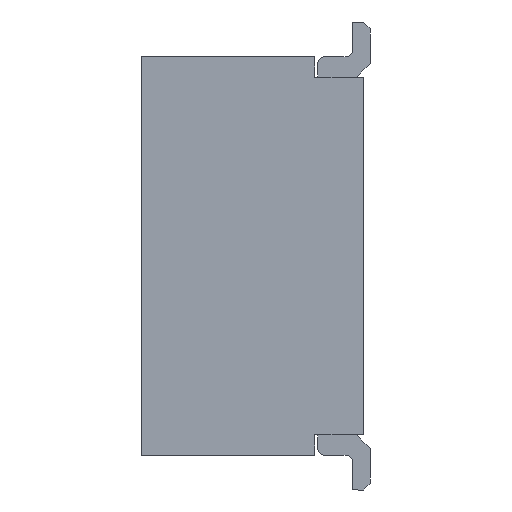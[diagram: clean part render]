
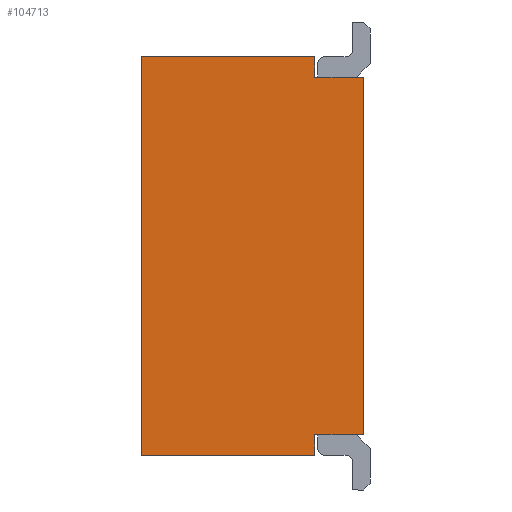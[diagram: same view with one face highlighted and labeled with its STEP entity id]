
A CAD part, left-side view. The second image highlights one B-rep face of the part: STEP entity #104713.
In plain terms, the highlighted planar face has unit normal (-1, 0, 0).
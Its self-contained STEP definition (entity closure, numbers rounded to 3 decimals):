
#1824 = VERTEX_POINT ( 'NONE', #212288 ) ;
#3855 = ORIENTED_EDGE ( 'NONE', *, *, #172515, .F. ) ;
#6848 = EDGE_CURVE ( 'NONE', #69560, #52990, #176981, .T. ) ;
#13487 = VECTOR ( 'NONE', #15565, 1000. ) ;
#13571 = DIRECTION ( 'NONE',  ( 1., 0., 0. ) ) ;
#13637 = LINE ( 'NONE', #22874, #36660 ) ;
#15565 = DIRECTION ( 'NONE',  ( 0., 0., 1. ) ) ;
#17191 = EDGE_CURVE ( 'NONE', #183206, #190390, #198328, .T. ) ;
#20738 = VERTEX_POINT ( 'NONE', #183102 ) ;
#20879 = DIRECTION ( 'NONE',  ( 0., 0., 1. ) ) ;
#22874 = CARTESIAN_POINT ( 'NONE',  ( -11.3, 1.6, -1.44 ) ) ;
#26045 = DIRECTION ( 'NONE',  ( 0., -1., 0. ) ) ;
#30888 = CARTESIAN_POINT ( 'NONE',  ( -11.3, 0., 1.44 ) ) ;
#32276 = CARTESIAN_POINT ( 'NONE',  ( -11.3, 1.6, 1.44 ) ) ;
#32629 = CARTESIAN_POINT ( 'NONE',  ( -11.3, 0.35, 1.29 ) ) ;
#34809 = EDGE_CURVE ( 'NONE', #20738, #44660, #69670, .T. ) ;
#36660 = VECTOR ( 'NONE', #26045, 1000. ) ;
#38676 = FACE_OUTER_BOUND ( 'NONE', #153671, .T. ) ;
#43149 = ORIENTED_EDGE ( 'NONE', *, *, #6848, .T. ) ;
#44660 = VERTEX_POINT ( 'NONE', #182278 ) ;
#44785 = VECTOR ( 'NONE', #161201, 1000. ) ;
#52990 = VERTEX_POINT ( 'NONE', #129633 ) ;
#54422 = CARTESIAN_POINT ( 'NONE',  ( -11.3, 0., -1.29 ) ) ;
#60076 = CARTESIAN_POINT ( 'NONE',  ( -11.3, 1.6, 1.44 ) ) ;
#62468 = EDGE_CURVE ( 'NONE', #52990, #183206, #187095, .T. ) ;
#69560 = VERTEX_POINT ( 'NONE', #159818 ) ;
#69670 = LINE ( 'NONE', #176586, #164175 ) ;
#73669 = DIRECTION ( 'NONE',  ( 0., -1., 0. ) ) ;
#94948 = EDGE_CURVE ( 'NONE', #115701, #20738, #13637, .T. ) ;
#103304 = CARTESIAN_POINT ( 'NONE',  ( -11.3, 1.6, 1.44 ) ) ;
#103970 = ORIENTED_EDGE ( 'NONE', *, *, #94948, .T. ) ;
#104713 = ADVANCED_FACE ( 'NONE', ( #38676 ), #231462, .F. ) ;
#110656 = AXIS2_PLACEMENT_3D ( 'NONE', #103304, #13571, #141759 ) ;
#110880 = ORIENTED_EDGE ( 'NONE', *, *, #180576, .F. ) ;
#115701 = VERTEX_POINT ( 'NONE', #231761 ) ;
#116105 = DIRECTION ( 'NONE',  ( 0., 0., 1. ) ) ;
#117007 = ORIENTED_EDGE ( 'NONE', *, *, #62468, .T. ) ;
#124573 = ORIENTED_EDGE ( 'NONE', *, *, #17191, .T. ) ;
#129633 = CARTESIAN_POINT ( 'NONE',  ( -11.3, 0., 1.29 ) ) ;
#134952 = DIRECTION ( 'NONE',  ( 0., 1., 0. ) ) ;
#136087 = CARTESIAN_POINT ( 'NONE',  ( -11.3, 0.35, 1.44 ) ) ;
#141759 = DIRECTION ( 'NONE',  ( 0., 0., -1. ) ) ;
#142689 = EDGE_CURVE ( 'NONE', #44660, #69560, #146278, .T. ) ;
#143525 = VECTOR ( 'NONE', #73669, 1000. ) ;
#146278 = LINE ( 'NONE', #54422, #143525 ) ;
#147966 = LINE ( 'NONE', #32276, #44785 ) ;
#148304 = ORIENTED_EDGE ( 'NONE', *, *, #34809, .T. ) ;
#153671 = EDGE_LOOP ( 'NONE', ( #117007, #124573, #3855, #110880, #103970, #148304, #167404, #43149 ) ) ;
#159818 = CARTESIAN_POINT ( 'NONE',  ( -11.3, 0., -1.29 ) ) ;
#161201 = DIRECTION ( 'NONE',  ( 0., -1., 0. ) ) ;
#164175 = VECTOR ( 'NONE', #236644, 1000. ) ;
#167404 = ORIENTED_EDGE ( 'NONE', *, *, #142689, .T. ) ;
#167896 = LINE ( 'NONE', #60076, #199382 ) ;
#172515 = EDGE_CURVE ( 'NONE', #1824, #190390, #147966, .T. ) ;
#176586 = CARTESIAN_POINT ( 'NONE',  ( -11.3, 0.35, -1.44 ) ) ;
#176981 = LINE ( 'NONE', #30888, #13487 ) ;
#180576 = EDGE_CURVE ( 'NONE', #115701, #1824, #167896, .T. ) ;
#182278 = CARTESIAN_POINT ( 'NONE',  ( -11.3, 0.35, -1.29 ) ) ;
#183102 = CARTESIAN_POINT ( 'NONE',  ( -11.3, 0.35, -1.44 ) ) ;
#183206 = VERTEX_POINT ( 'NONE', #32629 ) ;
#187095 = LINE ( 'NONE', #227053, #204307 ) ;
#190390 = VERTEX_POINT ( 'NONE', #225294 ) ;
#198328 = LINE ( 'NONE', #136087, #212563 ) ;
#199382 = VECTOR ( 'NONE', #20879, 1000. ) ;
#204307 = VECTOR ( 'NONE', #134952, 1000. ) ;
#212288 = CARTESIAN_POINT ( 'NONE',  ( -11.3, 1.6, 1.44 ) ) ;
#212563 = VECTOR ( 'NONE', #116105, 1000. ) ;
#225294 = CARTESIAN_POINT ( 'NONE',  ( -11.3, 0.35, 1.44 ) ) ;
#227053 = CARTESIAN_POINT ( 'NONE',  ( -11.3, 0., 1.29 ) ) ;
#231462 = PLANE ( 'NONE',  #110656 ) ;
#231761 = CARTESIAN_POINT ( 'NONE',  ( -11.3, 1.6, -1.44 ) ) ;
#236644 = DIRECTION ( 'NONE',  ( 0., 0., 1. ) ) ;
